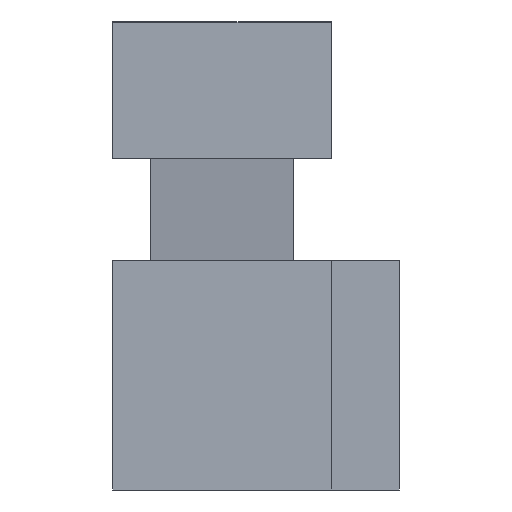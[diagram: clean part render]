
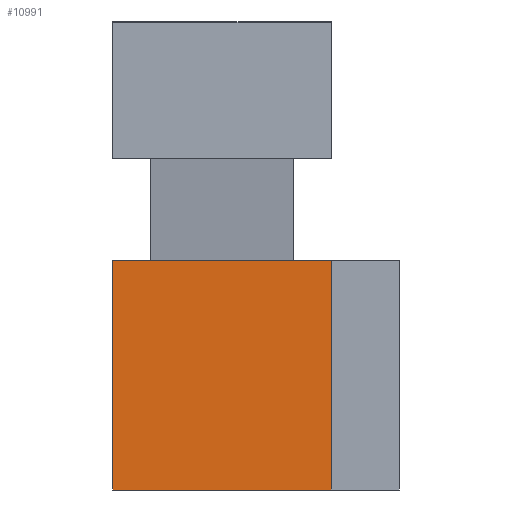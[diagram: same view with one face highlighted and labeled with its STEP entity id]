
A CAD part, left-side view. The second image highlights one B-rep face of the part: STEP entity #10991.
In plain terms, the highlighted planar face has unit normal (-1, 0, 0).
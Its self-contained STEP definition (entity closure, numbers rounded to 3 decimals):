
#1677=ORIENTED_EDGE('',*,*,#3813,.T.);
#1678=ORIENTED_EDGE('',*,*,#4372,.F.);
#1679=ORIENTED_EDGE('',*,*,#3737,.F.);
#1680=ORIENTED_EDGE('',*,*,#4371,.T.);
#3737=EDGE_CURVE('',#5347,#5348,#6389,.T.);
#3813=EDGE_CURVE('',#5424,#5423,#6465,.T.);
#4371=EDGE_CURVE('',#5347,#5424,#7023,.T.);
#4372=EDGE_CURVE('',#5348,#5423,#7024,.T.);
#5347=VERTEX_POINT('',#15308);
#5348=VERTEX_POINT('',#15310);
#5423=VERTEX_POINT('',#15461);
#5424=VERTEX_POINT('',#15463);
#6389=LINE('',#15309,#7747);
#6465=LINE('',#15462,#7823);
#7023=LINE('',#16576,#8381);
#7024=LINE('',#16578,#8382);
#7747=VECTOR('',#12246,1000.);
#7823=VECTOR('',#12324,1000.);
#8381=VECTOR('',#13356,1000.);
#8382=VECTOR('',#13359,1000.);
#9308=EDGE_LOOP('',(#1677,#1678,#1679,#1680));
#9934=FACE_BOUND('',#9308,.T.);
#10524=PLANE('',#11593);
#10991=ADVANCED_FACE('',(#9934),#10524,.F.);
#11593=AXIS2_PLACEMENT_3D('',#16577,#13357,#13358);
#12246=DIRECTION('',(0.,-1.,0.));
#12324=DIRECTION('',(0.,-1.,0.));
#13356=DIRECTION('',(0.,0.,-1.));
#13357=DIRECTION('',(1.,0.,0.));
#13358=DIRECTION('',(0.,0.,-1.));
#13359=DIRECTION('',(0.,0.,-1.));
#15308=CARTESIAN_POINT('',(-7.175,1.525,1.6));
#15309=CARTESIAN_POINT('',(-7.175,1.525,1.6));
#15310=CARTESIAN_POINT('',(-7.175,-1.525,1.6));
#15461=CARTESIAN_POINT('',(-7.175,-1.525,-1.6));
#15462=CARTESIAN_POINT('',(-7.175,1.525,-1.6));
#15463=CARTESIAN_POINT('',(-7.175,1.525,-1.6));
#16576=CARTESIAN_POINT('',(-7.175,1.525,1.6));
#16577=CARTESIAN_POINT('',(-7.175,1.525,1.6));
#16578=CARTESIAN_POINT('',(-7.175,-1.525,1.6));
